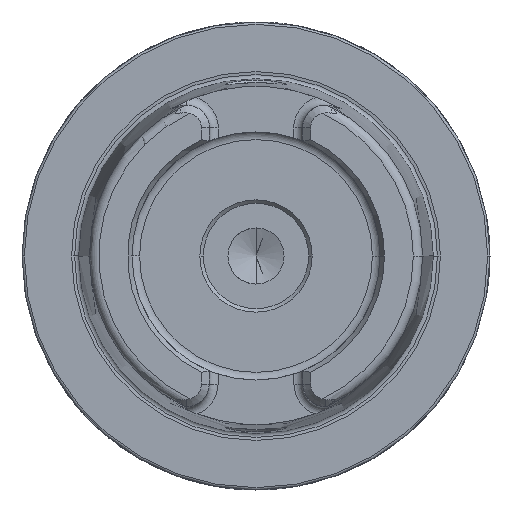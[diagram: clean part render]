
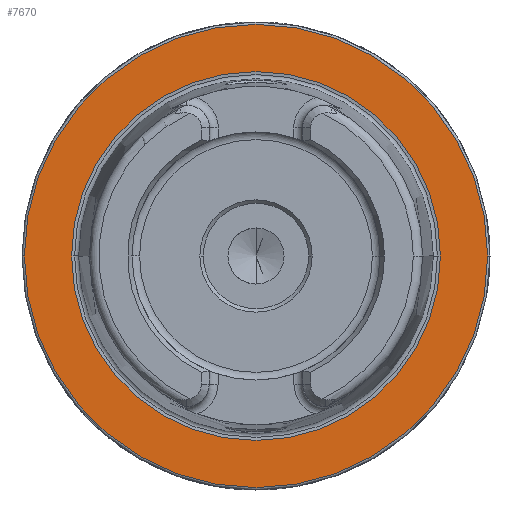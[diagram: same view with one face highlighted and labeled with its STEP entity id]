
A CAD part, left-side view. The second image highlights one B-rep face of the part: STEP entity #7670.
In plain terms, the highlighted planar face has unit normal (-1, 0, 0).
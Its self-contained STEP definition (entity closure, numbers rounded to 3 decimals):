
#511 = CIRCLE ( 'NONE', #6033, 39.405 ) ;
#512 = CIRCLE ( 'NONE', #6034, 49.5 ) ;
#812 = FACE_BOUND ( 'NONE', #10237, .T. ) ;
#834 = FACE_OUTER_BOUND ( 'NONE', #10226, .T. ) ;
#1577 = ORIENTED_EDGE ( 'NONE', *, *, #5637, .F. ) ;
#1597 = ORIENTED_EDGE ( 'NONE', *, *, #5638, .T. ) ;
#1671 = ORIENTED_EDGE ( 'NONE', *, *, #8266, .F. ) ;
#1685 = ORIENTED_EDGE ( 'NONE', *, *, #8262, .T. ) ;
#2068 = VERTEX_POINT ( 'NONE', #13385 ) ;
#2070 = VERTEX_POINT ( 'NONE', #13409 ) ;
#2077 = VERTEX_POINT ( 'NONE', #13406 ) ;
#2078 = VERTEX_POINT ( 'NONE', #13405 ) ;
#2355 = AXIS2_PLACEMENT_3D ( 'NONE', #9295, #9296, #9297 ) ;
#2358 = AXIS2_PLACEMENT_3D ( 'NONE', #9307, #9308, #9309 ) ;
#5637 = EDGE_CURVE ( 'NONE', #2078, #2077, #511, .T. ) ;
#5638 = EDGE_CURVE ( 'NONE', #2070, #2068, #512, .T. ) ;
#6033 = AXIS2_PLACEMENT_3D ( 'NONE', #13976, #13977, #13978 ) ;
#6034 = AXIS2_PLACEMENT_3D ( 'NONE', #13979, #13980, #13981 ) ;
#6124 = AXIS2_PLACEMENT_3D ( 'NONE', #11577, #11578, #11579 ) ;
#7670 = ADVANCED_FACE ( 'NONE', ( #812, #834 ), #11576, .F. ) ;
#8262 = EDGE_CURVE ( 'NONE', #2068, #2070, #8503, .T. ) ;
#8266 = EDGE_CURVE ( 'NONE', #2077, #2078, #8506, .T. ) ;
#8503 = CIRCLE ( 'NONE', #2355, 49.5 ) ;
#8506 = CIRCLE ( 'NONE', #2358, 39.405 ) ;
#9295 = CARTESIAN_POINT ( 'NONE',  ( 0., 0., 0. ) ) ;
#9296 = DIRECTION ( 'NONE',  ( -1., 0., 0. ) ) ;
#9297 = DIRECTION ( 'NONE',  ( 0., -1., 0. ) ) ;
#9307 = CARTESIAN_POINT ( 'NONE',  ( 0., 0., 0. ) ) ;
#9308 = DIRECTION ( 'NONE',  ( -1., 0., 0. ) ) ;
#9309 = DIRECTION ( 'NONE',  ( 0., -1., 0. ) ) ;
#10226 = EDGE_LOOP ( 'NONE', ( #1685, #1597 ) ) ;
#10237 = EDGE_LOOP ( 'NONE', ( #1577, #1671 ) ) ;
#11576 = PLANE ( 'NONE',  #6124 ) ;
#11577 = CARTESIAN_POINT ( 'NONE',  ( 0., 49.5, 0. ) ) ;
#11578 = DIRECTION ( 'NONE',  ( 1., 0., 0. ) ) ;
#11579 = DIRECTION ( 'NONE',  ( 0., 1., 0. ) ) ;
#13385 = CARTESIAN_POINT ( 'NONE',  ( 0., -49.5, 0. ) ) ;
#13405 = CARTESIAN_POINT ( 'NONE',  ( 0., -39.405, 0. ) ) ;
#13406 = CARTESIAN_POINT ( 'NONE',  ( 0., 39.405, 0. ) ) ;
#13409 = CARTESIAN_POINT ( 'NONE',  ( 0., 49.5, 0. ) ) ;
#13976 = CARTESIAN_POINT ( 'NONE',  ( 0., 0., 0. ) ) ;
#13977 = DIRECTION ( 'NONE',  ( -1., 0., 0. ) ) ;
#13978 = DIRECTION ( 'NONE',  ( 0., -1., 0. ) ) ;
#13979 = CARTESIAN_POINT ( 'NONE',  ( 0., 0., 0. ) ) ;
#13980 = DIRECTION ( 'NONE',  ( -1., 0., 0. ) ) ;
#13981 = DIRECTION ( 'NONE',  ( 0., -1., 0. ) ) ;
